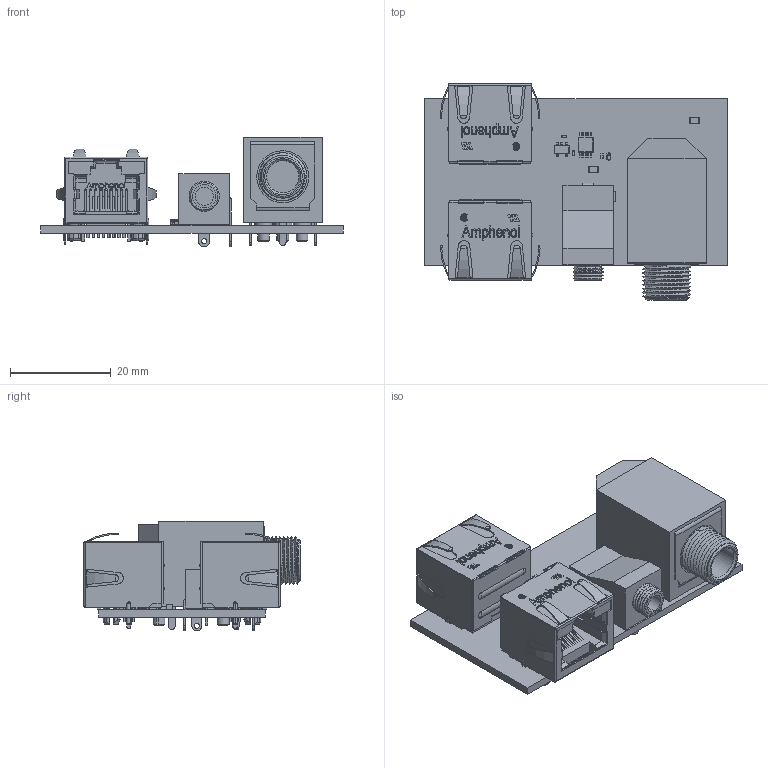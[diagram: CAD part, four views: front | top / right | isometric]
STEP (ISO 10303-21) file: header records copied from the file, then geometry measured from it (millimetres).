
FILE_DESCRIPTION(('Open CASCADE Model'),'2;1');
FILE_NAME('Open CASCADE Shape Model','2020-09-15T21:30:26',('Author'),( 'Open CASCADE'),'Open CASCADE STEP processor 6.8','Open CASCADE 6.8' ,'Unknown');
FILE_SCHEMA(('AUTOMOTIVE_DESIGN { 1 0 10303 214 1 1 1 1 }'));
Length unit declared in the file: millimetre
Products named in the file (41): PCB; Board; Open CASCADE STEP translator 6.8 2.1.1; J4; RN112BPC_v2; RN112BPC_(1)_v1; U2; User_Library-SOT-25; C4; 6797425168; Extruded; 6797424528; C3; 6797423248; 6797422848; C2; 6797425968; 6797425728; U1; DGS0010A; BODY-SO; LEAD-SO; PIN1-ID; R1; 6797426448; 6058541440; D1; User_Library-SOD-523F; C1; J3; CUI_DEVICES_MJ-3536; J2; ACC-M-RJHSE-5480-REVT1_RGB8421504; J1
Assembly tree (57 placements, depth 4):
  PCB
    Board
      Open CASCADE STEP translator 6.8 2.1.1
    J4
      RN112BPC_v2
        RN112BPC_(1)_v1
    U2
      User_Library-SOT-25
    C4
      6797425168  x2
        Extruded
      6797424528
        Extruded
    C3
      6797423248  x2
        Extruded
      6797422848
        Extruded
    C2
      6797425968
        Extruded
      6797425728  x2
        Extruded
    U1
      DGS0010A
        BODY-SO
        LEAD-SO  x10
        PIN1-ID
    R1
      6797426448  x2
        Extruded
      6058541440
        Extruded
    D1
      User_Library-SOD-523F
    C1
      6797425728  x2
        Extruded
      6797425968
        Extruded
    J3
      CUI_DEVICES_MJ-3536
    J2
      ACC-M-RJHSE-5480-REVT1_RGB8421504
    J1
      ACC-M-RJHSE-5480-REVT1_RGB8421504
Bounding box: 60 x 42.8 x 21.69 mm (x, y, z)
Volume: 15328.5 mm3; surface area: 15208.4 mm2
Topology: 34 solids, 34 shells, 2286 faces, 6014 edges, 3903 vertices
Faces by surface type: plane 1501, cylinder 431, bspline 279, cone 40, sphere 34, torus 1
Full cylindrical faces by diameter (mm): 2.337 x3, 3.556 x3, 6.375 x1, 9.525 x1, 10.312 x1
Entity records: 57113 total; most frequent: CARTESIAN_POINT 18328, ORIENTED_EDGE 6442, DIRECTION 5154, EDGE_CURVE 3221, LINE 2184, VECTOR 2184, VERTEX_POINT 2079, AXIS2_PLACEMENT_3D 1485
